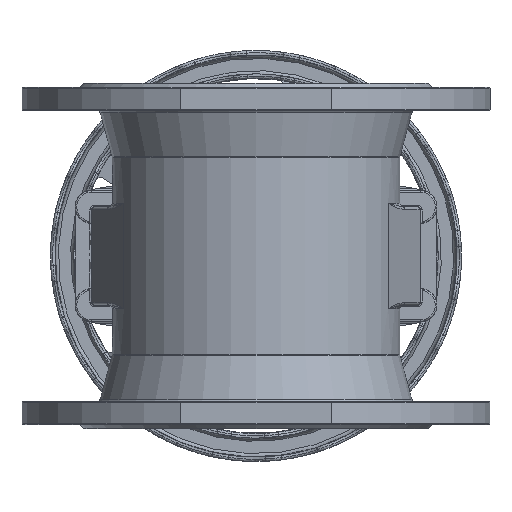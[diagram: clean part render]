
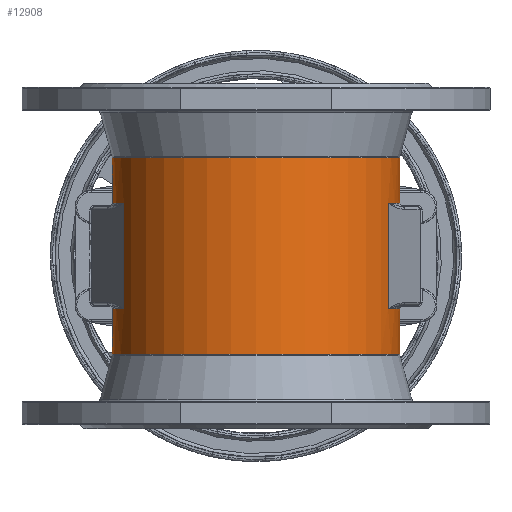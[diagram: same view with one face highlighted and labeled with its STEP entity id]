
A CAD part, front view. The second image highlights one B-rep face of the part: STEP entity #12908.
In plain terms, the highlighted cylindrical face has radius 87.5 mm (diameter 175 mm), a full revolution.
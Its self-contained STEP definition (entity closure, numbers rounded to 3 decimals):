
#1306=CYLINDRICAL_SURFACE('',#13868,87.5);
#1534=LINE('',#18503,#2132);
#1535=LINE('',#18507,#2133);
#1536=LINE('',#18511,#2134);
#1537=LINE('',#18516,#2135);
#1538=LINE('',#18520,#2136);
#1539=LINE('',#18524,#2137);
#1540=LINE('',#18528,#2138);
#1541=LINE('',#18532,#2139);
#2132=VECTOR('',#15224,87.5);
#2133=VECTOR('',#15227,10.);
#2134=VECTOR('',#15230,87.5);
#2135=VECTOR('',#15235,10.);
#2136=VECTOR('',#15238,10.);
#2137=VECTOR('',#15241,10.);
#2138=VECTOR('',#15244,10.);
#2139=VECTOR('',#15247,10.);
#2750=FACE_OUTER_BOUND('',#3539,.T.);
#3539=EDGE_LOOP('',(#8227,#8228,#8229,#8230,#8231,#8232,#8233,#8234,#8235,
#8236,#8237,#8238,#8239,#8240,#8241,#8242,#8243,#8244,#8245,#8246,#8247));
#4415=CIRCLE('',#13863,87.5);
#4416=CIRCLE('',#13864,87.5);
#4419=CIRCLE('',#13869,87.5);
#4420=CIRCLE('',#13870,87.5);
#4421=CIRCLE('',#13871,87.5);
#4422=CIRCLE('',#13872,87.5);
#4423=CIRCLE('',#13873,87.5);
#4424=CIRCLE('',#13874,87.5);
#4425=CIRCLE('',#13875,87.5);
#4426=CIRCLE('',#13876,87.5);
#4427=CIRCLE('',#13877,87.5);
#5084=VERTEX_POINT('',#18490);
#5085=VERTEX_POINT('',#18492);
#5088=VERTEX_POINT('',#18502);
#5089=VERTEX_POINT('',#18504);
#5090=VERTEX_POINT('',#18506);
#5091=VERTEX_POINT('',#18508);
#5092=VERTEX_POINT('',#18510);
#5093=VERTEX_POINT('',#18513);
#5094=VERTEX_POINT('',#18515);
#5095=VERTEX_POINT('',#18517);
#5096=VERTEX_POINT('',#18519);
#5097=VERTEX_POINT('',#18521);
#5098=VERTEX_POINT('',#18523);
#5099=VERTEX_POINT('',#18525);
#5100=VERTEX_POINT('',#18527);
#5101=VERTEX_POINT('',#18529);
#5102=VERTEX_POINT('',#18531);
#6277=EDGE_CURVE('',#5084,#5085,#4415,.T.);
#6278=EDGE_CURVE('',#5085,#5084,#4416,.T.);
#6282=EDGE_CURVE('',#5085,#5088,#1534,.T.);
#6283=EDGE_CURVE('',#5088,#5089,#4419,.T.);
#6284=EDGE_CURVE('',#5090,#5089,#1535,.T.);
#6285=EDGE_CURVE('',#5091,#5090,#4420,.T.);
#6286=EDGE_CURVE('',#5091,#5092,#1536,.T.);
#6287=EDGE_CURVE('',#5092,#5092,#4421,.T.);
#6288=EDGE_CURVE('',#5093,#5091,#4422,.T.);
#6289=EDGE_CURVE('',#5094,#5093,#1537,.T.);
#6290=EDGE_CURVE('',#5095,#5094,#4423,.T.);
#6291=EDGE_CURVE('',#5096,#5095,#1538,.T.);
#6292=EDGE_CURVE('',#5097,#5096,#4424,.T.);
#6293=EDGE_CURVE('',#5097,#5098,#1539,.T.);
#6294=EDGE_CURVE('',#5098,#5099,#4425,.T.);
#6295=EDGE_CURVE('',#5099,#5100,#1540,.T.);
#6296=EDGE_CURVE('',#5100,#5101,#4426,.T.);
#6297=EDGE_CURVE('',#5101,#5102,#1541,.T.);
#6298=EDGE_CURVE('',#5102,#5088,#4427,.T.);
#8227=ORIENTED_EDGE('',*,*,#6278,.F.);
#8228=ORIENTED_EDGE('',*,*,#6282,.T.);
#8229=ORIENTED_EDGE('',*,*,#6283,.T.);
#8230=ORIENTED_EDGE('',*,*,#6284,.F.);
#8231=ORIENTED_EDGE('',*,*,#6285,.F.);
#8232=ORIENTED_EDGE('',*,*,#6286,.T.);
#8233=ORIENTED_EDGE('',*,*,#6287,.F.);
#8234=ORIENTED_EDGE('',*,*,#6286,.F.);
#8235=ORIENTED_EDGE('',*,*,#6288,.F.);
#8236=ORIENTED_EDGE('',*,*,#6289,.F.);
#8237=ORIENTED_EDGE('',*,*,#6290,.F.);
#8238=ORIENTED_EDGE('',*,*,#6291,.F.);
#8239=ORIENTED_EDGE('',*,*,#6292,.F.);
#8240=ORIENTED_EDGE('',*,*,#6293,.T.);
#8241=ORIENTED_EDGE('',*,*,#6294,.T.);
#8242=ORIENTED_EDGE('',*,*,#6295,.T.);
#8243=ORIENTED_EDGE('',*,*,#6296,.T.);
#8244=ORIENTED_EDGE('',*,*,#6297,.T.);
#8245=ORIENTED_EDGE('',*,*,#6298,.T.);
#8246=ORIENTED_EDGE('',*,*,#6282,.F.);
#8247=ORIENTED_EDGE('',*,*,#6277,.F.);
#12908=ADVANCED_FACE('',(#2750),#1306,.T.);
#13863=AXIS2_PLACEMENT_3D('',#18493,#15211,#15212);
#13864=AXIS2_PLACEMENT_3D('',#18494,#15213,#15214);
#13868=AXIS2_PLACEMENT_3D('',#18501,#15222,#15223);
#13869=AXIS2_PLACEMENT_3D('',#18505,#15225,#15226);
#13870=AXIS2_PLACEMENT_3D('',#18509,#15228,#15229);
#13871=AXIS2_PLACEMENT_3D('',#18512,#15231,#15232);
#13872=AXIS2_PLACEMENT_3D('',#18514,#15233,#15234);
#13873=AXIS2_PLACEMENT_3D('',#18518,#15236,#15237);
#13874=AXIS2_PLACEMENT_3D('',#18522,#15239,#15240);
#13875=AXIS2_PLACEMENT_3D('',#18526,#15242,#15243);
#13876=AXIS2_PLACEMENT_3D('',#18530,#15245,#15246);
#13877=AXIS2_PLACEMENT_3D('',#18533,#15248,#15249);
#15211=DIRECTION('center_axis',(0.,0.,-1.));
#15212=DIRECTION('ref_axis',(-1.,0.,0.));
#15213=DIRECTION('center_axis',(0.,0.,-1.));
#15214=DIRECTION('ref_axis',(-1.,0.,0.));
#15222=DIRECTION('center_axis',(0.,0.,-1.));
#15223=DIRECTION('ref_axis',(-1.,0.,0.));
#15224=DIRECTION('',(0.,0.,1.));
#15225=DIRECTION('center_axis',(0.,0.,-1.));
#15226=DIRECTION('ref_axis',(0.906,0.423,0.));
#15227=DIRECTION('',(0.,0.,-1.));
#15228=DIRECTION('center_axis',(0.,0.,-1.));
#15229=DIRECTION('ref_axis',(0.906,0.423,0.));
#15230=DIRECTION('',(0.,0.,1.));
#15231=DIRECTION('center_axis',(0.,0.,1.));
#15232=DIRECTION('ref_axis',(-1.,0.,0.));
#15233=DIRECTION('center_axis',(0.,0.,-1.));
#15234=DIRECTION('ref_axis',(0.906,0.423,0.));
#15235=DIRECTION('',(0.,0.,-1.));
#15236=DIRECTION('center_axis',(0.,0.,
-1.));
#15237=DIRECTION('ref_axis',(0.,1.,0.));
#15238=DIRECTION('',(0.,0.,1.));
#15239=DIRECTION('center_axis',(0.,0.,-1.));
#15240=DIRECTION('ref_axis',(-0.906,0.423,0.));
#15241=DIRECTION('',(0.,0.,-1.));
#15242=DIRECTION('center_axis',(0.,0.,-1.));
#15243=DIRECTION('ref_axis',(-0.906,0.423,0.));
#15244=DIRECTION('',(0.,0.,-1.));
#15245=DIRECTION('center_axis',(0.,0.,
-1.));
#15246=DIRECTION('ref_axis',(0.,1.,0.));
#15247=DIRECTION('',(0.,0.,1.));
#15248=DIRECTION('center_axis',(0.,0.,-1.));
#15249=DIRECTION('ref_axis',(0.906,0.423,0.));
#18490=CARTESIAN_POINT('',(-87.5,0.,-161.737));
#18492=CARTESIAN_POINT('',(87.5,0.,-161.737));
#18493=CARTESIAN_POINT('Origin',(0.,0.,-161.737));
#18494=CARTESIAN_POINT('Origin',(0.,0.,-161.737));
#18501=CARTESIAN_POINT('Origin',(0.,0.,-21.));
#18502=CARTESIAN_POINT('',(87.5,0.,-134.));
#18503=CARTESIAN_POINT('',(87.5,0.,-21.));
#18504=CARTESIAN_POINT('',(80.359,-34.621,-134.));
#18505=CARTESIAN_POINT('Origin',(0.,0.,-134.));
#18506=CARTESIAN_POINT('',(80.359,-34.621,-70.));
#18507=CARTESIAN_POINT('',(80.359,-34.621,-21.));
#18508=CARTESIAN_POINT('',(87.5,0.,-70.));
#18509=CARTESIAN_POINT('Origin',(0.,0.,-70.));
#18510=CARTESIAN_POINT('',(87.5,0.,-42.263));
#18511=CARTESIAN_POINT('',(87.5,0.,-21.));
#18512=CARTESIAN_POINT('Origin',(0.,0.,-42.263));
#18513=CARTESIAN_POINT('',(26.397,83.423,-70.));
#18514=CARTESIAN_POINT('Origin',(0.,0.,-70.));
#18515=CARTESIAN_POINT('',(26.397,83.423,-62.5));
#18516=CARTESIAN_POINT('',(26.397,83.423,-21.));
#18517=CARTESIAN_POINT('',(-26.397,83.423,-62.5));
#18518=CARTESIAN_POINT('Origin',(0.,0.,-62.5));
#18519=CARTESIAN_POINT('',(-26.397,83.423,-70.));
#18520=CARTESIAN_POINT('',(-26.397,83.423,-21.));
#18521=CARTESIAN_POINT('',(-80.359,-34.621,-70.));
#18522=CARTESIAN_POINT('Origin',(0.,0.,-70.));
#18523=CARTESIAN_POINT('',(-80.359,-34.621,-134.));
#18524=CARTESIAN_POINT('',(-80.359,-34.621,-21.));
#18525=CARTESIAN_POINT('',(-26.397,83.423,-134.));
#18526=CARTESIAN_POINT('Origin',(0.,0.,-134.));
#18527=CARTESIAN_POINT('',(-26.397,83.423,-141.5));
#18528=CARTESIAN_POINT('',(-26.397,83.423,-183.));
#18529=CARTESIAN_POINT('',(26.397,83.423,-141.5));
#18530=CARTESIAN_POINT('Origin',(0.,0.,-141.5));
#18531=CARTESIAN_POINT('',(26.397,83.423,-134.));
#18532=CARTESIAN_POINT('',(26.397,83.423,-183.));
#18533=CARTESIAN_POINT('Origin',(0.,0.,-134.));
